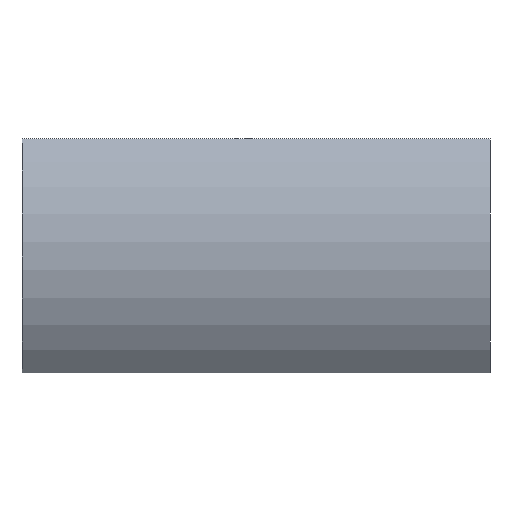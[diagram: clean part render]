
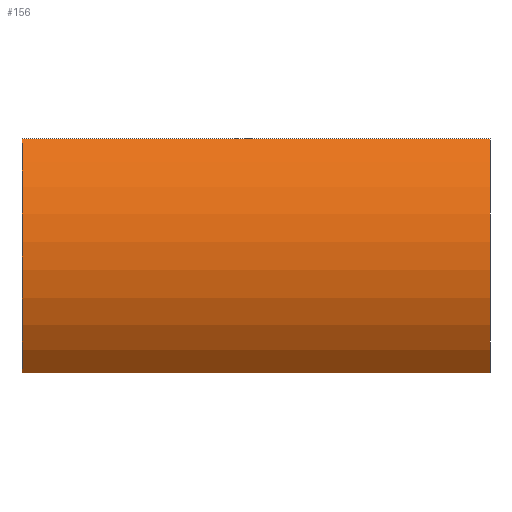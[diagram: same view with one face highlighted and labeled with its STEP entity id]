
A CAD part, left-side view. The second image highlights one B-rep face of the part: STEP entity #156.
In plain terms, the highlighted cylindrical face has radius 15.51 mm (diameter 31.02 mm), a partial arc.
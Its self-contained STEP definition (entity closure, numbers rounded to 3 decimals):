
#2 = DIRECTION ( 'NONE',  ( 0., 0., 1. ) ) ;
#7 = VERTEX_POINT ( 'NONE', #77 ) ;
#18 = CARTESIAN_POINT ( 'NONE',  ( -7.501, 40., -10. ) ) ;
#29 = DIRECTION ( 'NONE',  ( 0., 1., 0. ) ) ;
#36 = ORIENTED_EDGE ( 'NONE', *, *, #85, .T. ) ;
#38 = AXIS2_PLACEMENT_3D ( 'NONE', #160, #153, #2 ) ;
#45 = CARTESIAN_POINT ( 'NONE',  ( -7.501, 40., 10. ) ) ;
#46 = DIRECTION ( 'NONE',  ( 0., -1., 0. ) ) ;
#50 = VERTEX_POINT ( 'NONE', #158 ) ;
#55 = AXIS2_PLACEMENT_3D ( 'NONE', #144, #181, #98 ) ;
#65 = DIRECTION ( 'NONE',  ( 0., 0., 1. ) ) ;
#72 = EDGE_CURVE ( 'NONE', #7, #126, #182, .T. ) ;
#76 = FACE_OUTER_BOUND ( 'NONE', #86, .T. ) ;
#77 = CARTESIAN_POINT ( 'NONE',  ( -7.501, 40., -10. ) ) ;
#80 = CARTESIAN_POINT ( 'NONE',  ( -7.501, 0., -10. ) ) ;
#85 = EDGE_CURVE ( 'NONE', #126, #50, #87, .T. ) ;
#86 = EDGE_LOOP ( 'NONE', ( #36, #157, #148, #142 ) ) ;
#87 = CIRCLE ( 'NONE', #38, 15.51 ) ;
#89 = CIRCLE ( 'NONE', #107, 15.51 ) ;
#94 = EDGE_CURVE ( 'NONE', #130, #50, #176, .T. ) ;
#98 = DIRECTION ( 'NONE',  ( 0., 0., -1. ) ) ;
#102 = VECTOR ( 'NONE', #178, 1000. ) ;
#107 = AXIS2_PLACEMENT_3D ( 'NONE', #193, #29, #65 ) ;
#111 = EDGE_CURVE ( 'NONE', #7, #130, #89, .T. ) ;
#123 = CYLINDRICAL_SURFACE ( 'NONE', #55, 15.51 ) ;
#126 = VERTEX_POINT ( 'NONE', #80 ) ;
#130 = VERTEX_POINT ( 'NONE', #45 ) ;
#142 = ORIENTED_EDGE ( 'NONE', *, *, #72, .T. ) ;
#144 = CARTESIAN_POINT ( 'NONE',  ( 4.355, 40., 0. ) ) ;
#148 = ORIENTED_EDGE ( 'NONE', *, *, #111, .F. ) ;
#153 = DIRECTION ( 'NONE',  ( 0., 1., 0. ) ) ;
#156 = ADVANCED_FACE ( 'NONE', ( #76 ), #123, .T. ) ;
#157 = ORIENTED_EDGE ( 'NONE', *, *, #94, .F. ) ;
#158 = CARTESIAN_POINT ( 'NONE',  ( -7.501, 0., 10. ) ) ;
#160 = CARTESIAN_POINT ( 'NONE',  ( 4.355, 0., 0. ) ) ;
#176 = LINE ( 'NONE', #184, #200 ) ;
#178 = DIRECTION ( 'NONE',  ( 0., -1., 0. ) ) ;
#181 = DIRECTION ( 'NONE',  ( 0., -1., 0. ) ) ;
#182 = LINE ( 'NONE', #18, #102 ) ;
#184 = CARTESIAN_POINT ( 'NONE',  ( -7.501, 40., 10. ) ) ;
#193 = CARTESIAN_POINT ( 'NONE',  ( 4.355, 40., 0. ) ) ;
#200 = VECTOR ( 'NONE', #46, 1000. ) ;
